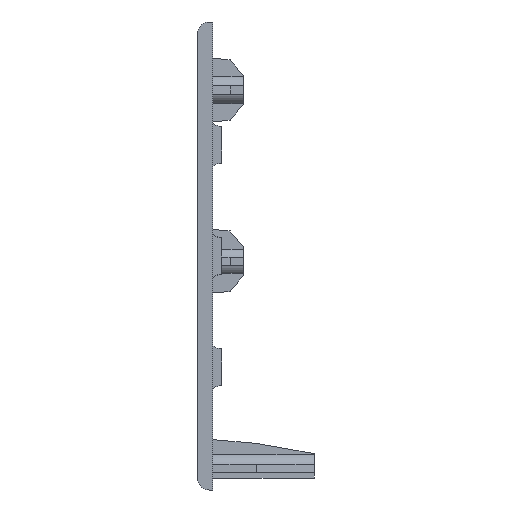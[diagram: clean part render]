
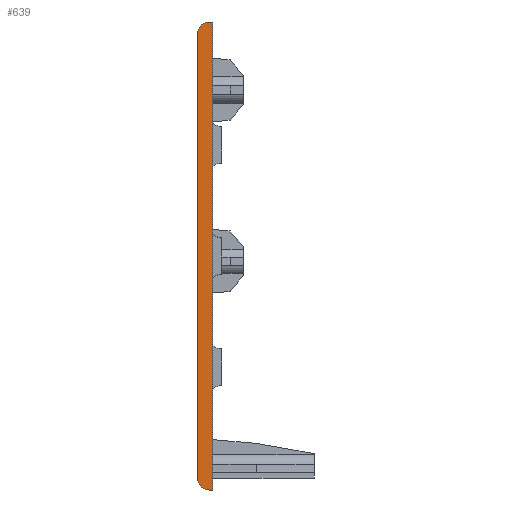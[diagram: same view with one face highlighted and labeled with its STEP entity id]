
A CAD part, left-side view. The second image highlights one B-rep face of the part: STEP entity #639.
In plain terms, the highlighted planar face has unit normal (-1, 0, 0).
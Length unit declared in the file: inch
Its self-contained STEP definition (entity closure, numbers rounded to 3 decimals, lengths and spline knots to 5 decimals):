
#4 = LINE ( 'NONE', #2162, #882 ) ;
#56 = DIRECTION ( 'NONE',  ( -1., 0., 0. ) ) ;
#93 = ORIENTED_EDGE ( 'NONE', *, *, #3568, .F. ) ;
#183 = VERTEX_POINT ( 'NONE', #1568 ) ;
#245 = CARTESIAN_POINT ( 'NONE',  ( -1.625, 0., 1.98 ) ) ;
#273 = VERTEX_POINT ( 'NONE', #2406 ) ;
#306 = CARTESIAN_POINT ( 'NONE',  ( -1.625, 0.127, -1.88 ) ) ;
#639 = ADVANCED_FACE ( 'NONE', ( #4476 ), #3754, .F. ) ;
#727 = CARTESIAN_POINT ( 'NONE',  ( -1.625, 0.027, 1.88 ) ) ;
#775 = DIRECTION ( 'NONE',  ( 0., -1., 0. ) ) ;
#784 = AXIS2_PLACEMENT_3D ( 'NONE', #727, #3713, #4469 ) ;
#821 = CARTESIAN_POINT ( 'NONE',  ( -1.625, 5.2499, 1.98 ) ) ;
#882 = VECTOR ( 'NONE', #2538, 39.37008 ) ;
#1045 = EDGE_CURVE ( 'NONE', #3648, #1086, #2877, .T. ) ;
#1086 = VERTEX_POINT ( 'NONE', #3236 ) ;
#1174 = CARTESIAN_POINT ( 'NONE',  ( -1.625, 0., 1.98 ) ) ;
#1356 = VECTOR ( 'NONE', #1625, 39.37008 ) ;
#1424 = CARTESIAN_POINT ( 'NONE',  ( -1.625, 0.027, 1.98 ) ) ;
#1568 = CARTESIAN_POINT ( 'NONE',  ( -1.625, 0.127, 1.88 ) ) ;
#1625 = DIRECTION ( 'NONE',  ( 0., -1., 0. ) ) ;
#1645 = VERTEX_POINT ( 'NONE', #306 ) ;
#1812 = LINE ( 'NONE', #3448, #1356 ) ;
#1845 = EDGE_CURVE ( 'NONE', #2643, #183, #4279, .T. ) ;
#1879 = CARTESIAN_POINT ( 'NONE',  ( -1.625, 0.027, -1.88 ) ) ;
#2093 = DIRECTION ( 'NONE',  ( 0., 0., -1. ) ) ;
#2111 = CIRCLE ( 'NONE', #4791, 0.1 ) ;
#2162 = CARTESIAN_POINT ( 'NONE',  ( -1.625, 0.127, 1.98 ) ) ;
#2239 = ORIENTED_EDGE ( 'NONE', *, *, #1045, .F. ) ;
#2297 = EDGE_CURVE ( 'NONE', #273, #1086, #1812, .T. ) ;
#2406 = CARTESIAN_POINT ( 'NONE',  ( -1.625, 0.027, -1.98 ) ) ;
#2538 = DIRECTION ( 'NONE',  ( 0., 0., 1. ) ) ;
#2569 = EDGE_LOOP ( 'NONE', ( #93, #4366, #3009, #3960, #3776, #2239 ) ) ;
#2627 = LINE ( 'NONE', #821, #3872 ) ;
#2643 = VERTEX_POINT ( 'NONE', #1424 ) ;
#2877 = LINE ( 'NONE', #245, #3823 ) ;
#3009 = ORIENTED_EDGE ( 'NONE', *, *, #3895, .F. ) ;
#3069 = EDGE_CURVE ( 'NONE', #1645, #273, #2111, .T. ) ;
#3236 = CARTESIAN_POINT ( 'NONE',  ( -1.625, 0., -1.98 ) ) ;
#3448 = CARTESIAN_POINT ( 'NONE',  ( -1.625, 5.2499, -1.98 ) ) ;
#3568 = EDGE_CURVE ( 'NONE', #2643, #3648, #2627, .T. ) ;
#3648 = VERTEX_POINT ( 'NONE', #1174 ) ;
#3713 = DIRECTION ( 'NONE',  ( -1., 0., 0. ) ) ;
#3726 = CARTESIAN_POINT ( 'NONE',  ( -1.625, 5.2499, 1.98 ) ) ;
#3754 = PLANE ( 'NONE',  #4570 ) ;
#3776 = ORIENTED_EDGE ( 'NONE', *, *, #2297, .T. ) ;
#3823 = VECTOR ( 'NONE', #2093, 39.37008 ) ;
#3872 = VECTOR ( 'NONE', #775, 39.37008 ) ;
#3895 = EDGE_CURVE ( 'NONE', #1645, #183, #4, .T. ) ;
#3960 = ORIENTED_EDGE ( 'NONE', *, *, #3069, .T. ) ;
#4104 = DIRECTION ( 'NONE',  ( 0., 0., 1. ) ) ;
#4148 = DIRECTION ( 'NONE',  ( 0., 0., -1. ) ) ;
#4279 = CIRCLE ( 'NONE', #784, 0.1 ) ;
#4366 = ORIENTED_EDGE ( 'NONE', *, *, #1845, .T. ) ;
#4469 = DIRECTION ( 'NONE',  ( 0., 0., -1. ) ) ;
#4476 = FACE_OUTER_BOUND ( 'NONE', #2569, .T. ) ;
#4570 = AXIS2_PLACEMENT_3D ( 'NONE', #3726, #4851, #4104 ) ;
#4791 = AXIS2_PLACEMENT_3D ( 'NONE', #1879, #56, #4148 ) ;
#4851 = DIRECTION ( 'NONE',  ( 1., 0., 0. ) ) ;
